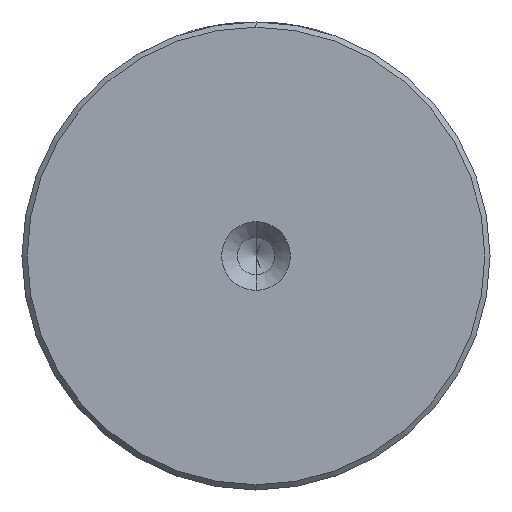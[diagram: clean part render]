
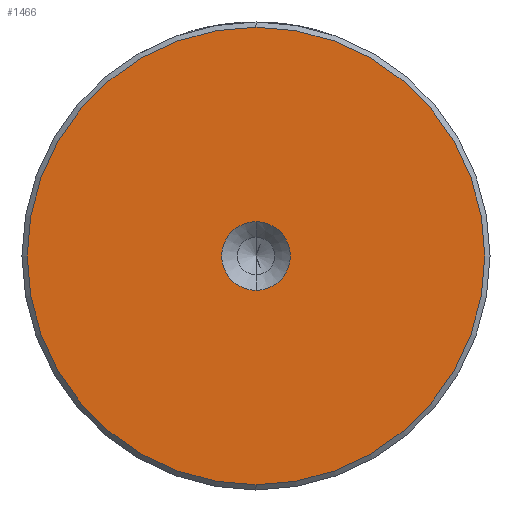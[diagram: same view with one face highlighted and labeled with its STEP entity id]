
A CAD part, left-side view. The second image highlights one B-rep face of the part: STEP entity #1466.
In plain terms, the highlighted planar face has unit normal (-1, 0, 0).
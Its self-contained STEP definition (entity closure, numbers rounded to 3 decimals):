
#103 = CIRCLE ( 'NONE', #1822, 22. ) ;
#183 = CARTESIAN_POINT ( 'NONE',  ( 0., 0., 0. ) ) ;
#318 = CIRCLE ( 'NONE', #2570, 3.3 ) ;
#337 = AXIS2_PLACEMENT_3D ( 'NONE', #183, #416, #2028 ) ;
#351 = EDGE_LOOP ( 'NONE', ( #629, #844 ) ) ;
#362 = CARTESIAN_POINT ( 'NONE',  ( 0., 0., 0. ) ) ;
#416 = DIRECTION ( 'NONE',  ( -1., 0., 0. ) ) ;
#436 = VERTEX_POINT ( 'NONE', #2642 ) ;
#477 = CARTESIAN_POINT ( 'NONE',  ( 0., 0., 0. ) ) ;
#595 = DIRECTION ( 'NONE',  ( 0., 0., 1. ) ) ;
#613 = DIRECTION ( 'NONE',  ( -1., 0., 0. ) ) ;
#629 = ORIENTED_EDGE ( 'NONE', *, *, #1554, .F. ) ;
#661 = CARTESIAN_POINT ( 'NONE',  ( 0., 0., 0. ) ) ;
#704 = DIRECTION ( 'NONE',  ( 0., 0., 1. ) ) ;
#799 = FACE_BOUND ( 'NONE', #351, .T. ) ;
#803 = ORIENTED_EDGE ( 'NONE', *, *, #2151, .T. ) ;
#844 = ORIENTED_EDGE ( 'NONE', *, *, #2474, .F. ) ;
#898 = DIRECTION ( 'NONE',  ( 0., 0., 1. ) ) ;
#1267 = AXIS2_PLACEMENT_3D ( 'NONE', #477, #2088, #704 ) ;
#1314 = CARTESIAN_POINT ( 'NONE',  ( 0., 0., 3.3 ) ) ;
#1407 = VERTEX_POINT ( 'NONE', #1314 ) ;
#1409 = VERTEX_POINT ( 'NONE', #2245 ) ;
#1466 = ADVANCED_FACE ( 'NONE', ( #2733, #799 ), #1785, .T. ) ;
#1549 = EDGE_LOOP ( 'NONE', ( #803, #2194 ) ) ;
#1554 = EDGE_CURVE ( 'NONE', #1407, #1409, #1744, .T. ) ;
#1690 = CIRCLE ( 'NONE', #2131, 22. ) ;
#1744 = CIRCLE ( 'NONE', #1267, 3.3 ) ;
#1785 = PLANE ( 'NONE',  #337 ) ;
#1822 = AXIS2_PLACEMENT_3D ( 'NONE', #1995, #613, #2228 ) ;
#1970 = DIRECTION ( 'NONE',  ( -1., 0., 0. ) ) ;
#1995 = CARTESIAN_POINT ( 'NONE',  ( 0., 0., 0. ) ) ;
#2028 = DIRECTION ( 'NONE',  ( 0., 0., 1. ) ) ;
#2046 = VERTEX_POINT ( 'NONE', #2174 ) ;
#2088 = DIRECTION ( 'NONE',  ( -1., 0., 0. ) ) ;
#2131 = AXIS2_PLACEMENT_3D ( 'NONE', #661, #2287, #898 ) ;
#2151 = EDGE_CURVE ( 'NONE', #436, #2046, #103, .T. ) ;
#2174 = CARTESIAN_POINT ( 'NONE',  ( 0., 0., 22. ) ) ;
#2194 = ORIENTED_EDGE ( 'NONE', *, *, #2985, .T. ) ;
#2228 = DIRECTION ( 'NONE',  ( 0., 0., 1. ) ) ;
#2245 = CARTESIAN_POINT ( 'NONE',  ( 0., 0., -3.3 ) ) ;
#2287 = DIRECTION ( 'NONE',  ( -1., 0., 0. ) ) ;
#2474 = EDGE_CURVE ( 'NONE', #1409, #1407, #318, .T. ) ;
#2570 = AXIS2_PLACEMENT_3D ( 'NONE', #362, #1970, #595 ) ;
#2642 = CARTESIAN_POINT ( 'NONE',  ( 0., 0., -22. ) ) ;
#2733 = FACE_OUTER_BOUND ( 'NONE', #1549, .T. ) ;
#2985 = EDGE_CURVE ( 'NONE', #2046, #436, #1690, .T. ) ;
